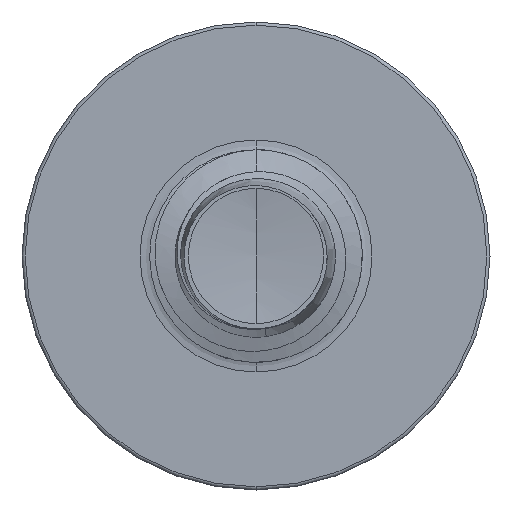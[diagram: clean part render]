
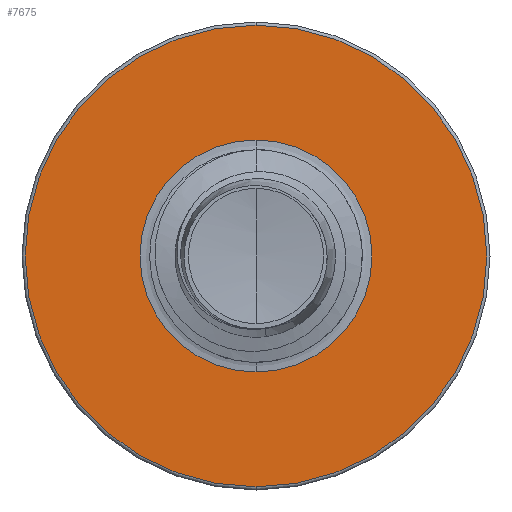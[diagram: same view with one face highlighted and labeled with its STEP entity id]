
A CAD part, front view. The second image highlights one B-rep face of the part: STEP entity #7675.
In plain terms, the highlighted planar face has unit normal (0, -1, 0).
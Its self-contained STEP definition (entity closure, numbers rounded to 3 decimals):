
#581 = VERTEX_POINT ( 'NONE', #10996 ) ;
#730 = AXIS2_PLACEMENT_3D ( 'NONE', #9301, #9290, #9263 ) ;
#753 = AXIS2_PLACEMENT_3D ( 'NONE', #9351, #9339, #9328 ) ;
#849 = AXIS2_PLACEMENT_3D ( 'NONE', #3487, #3465, #3463 ) ;
#974 = EDGE_CURVE ( 'NONE', #10429, #10075, #11609, .T. ) ;
#1260 = FACE_OUTER_BOUND ( 'NONE', #7836, .T. ) ;
#2777 = AXIS2_PLACEMENT_3D ( 'NONE', #6286, #2913, #2868 ) ;
#2868 = DIRECTION ( 'NONE',  ( 0., 0., 1. ) ) ;
#2913 = DIRECTION ( 'NONE',  ( 0., 1., 0. ) ) ;
#3463 = DIRECTION ( 'NONE',  ( 0., 0., 1. ) ) ;
#3465 = DIRECTION ( 'NONE',  ( 0., 1., 0. ) ) ;
#3487 = CARTESIAN_POINT ( 'NONE',  ( 0., 2.25, 0. ) ) ;
#5362 = ORIENTED_EDGE ( 'NONE', *, *, #974, .F. ) ;
#6095 = AXIS2_PLACEMENT_3D ( 'NONE', #8140, #8475, #8293 ) ;
#6286 = CARTESIAN_POINT ( 'NONE',  ( 0., 2.25, -1.363 ) ) ;
#6417 = PLANE ( 'NONE',  #2777 ) ;
#7457 = VERTEX_POINT ( 'NONE', #8048 ) ;
#7675 = ADVANCED_FACE ( 'NONE', ( #1260, #8957 ), #6417, .F. ) ;
#7836 = EDGE_LOOP ( 'NONE', ( #5362, #10016 ) ) ;
#8048 = CARTESIAN_POINT ( 'NONE',  ( 0., 2.25, -1.363 ) ) ;
#8140 = CARTESIAN_POINT ( 'NONE',  ( 0., 2.25, 0. ) ) ;
#8240 = CARTESIAN_POINT ( 'NONE',  ( 0., 2.25, -2.712 ) ) ;
#8273 = CIRCLE ( 'NONE', #849, 1.363 ) ;
#8293 = DIRECTION ( 'NONE',  ( 0., 0., 1. ) ) ;
#8475 = DIRECTION ( 'NONE',  ( 0., 1., 0. ) ) ;
#8765 = CIRCLE ( 'NONE', #753, 1.363 ) ;
#8770 = CARTESIAN_POINT ( 'NONE',  ( 0., 2.25, 2.713 ) ) ;
#8957 = FACE_BOUND ( 'NONE', #11252, .T. ) ;
#9263 = DIRECTION ( 'NONE',  ( 0., 0., 1. ) ) ;
#9290 = DIRECTION ( 'NONE',  ( 0., 1., 0. ) ) ;
#9301 = CARTESIAN_POINT ( 'NONE',  ( 0., 2.25, 0. ) ) ;
#9328 = DIRECTION ( 'NONE',  ( 0., 0., 1. ) ) ;
#9339 = DIRECTION ( 'NONE',  ( 0., 1., 0. ) ) ;
#9351 = CARTESIAN_POINT ( 'NONE',  ( 0., 2.25, 0. ) ) ;
#9496 = EDGE_CURVE ( 'NONE', #7457, #581, #8273, .T. ) ;
#10016 = ORIENTED_EDGE ( 'NONE', *, *, #10496, .F. ) ;
#10075 = VERTEX_POINT ( 'NONE', #8240 ) ;
#10429 = VERTEX_POINT ( 'NONE', #8770 ) ;
#10488 = EDGE_CURVE ( 'NONE', #581, #7457, #8765, .T. ) ;
#10496 = EDGE_CURVE ( 'NONE', #10075, #10429, #11769, .T. ) ;
#10996 = CARTESIAN_POINT ( 'NONE',  ( 0., 2.25, 1.363 ) ) ;
#11252 = EDGE_LOOP ( 'NONE', ( #11984, #11951 ) ) ;
#11609 = CIRCLE ( 'NONE', #6095, 2.712 ) ;
#11769 = CIRCLE ( 'NONE', #730, 2.712 ) ;
#11951 = ORIENTED_EDGE ( 'NONE', *, *, #9496, .T. ) ;
#11984 = ORIENTED_EDGE ( 'NONE', *, *, #10488, .T. ) ;
